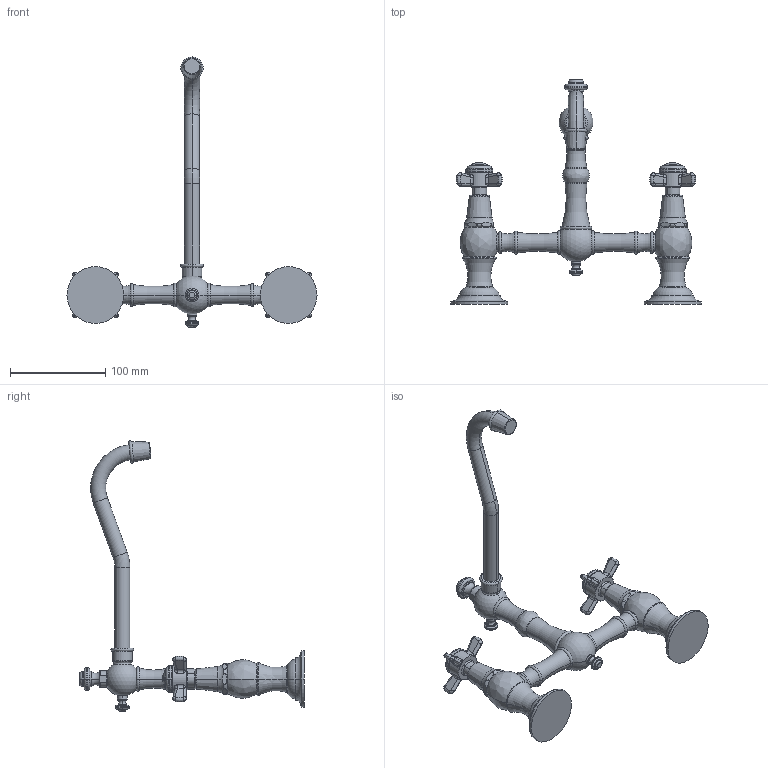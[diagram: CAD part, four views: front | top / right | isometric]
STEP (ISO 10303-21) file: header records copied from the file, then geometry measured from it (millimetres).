
FILE_DESCRIPTION((''),'2;1');
FILE_NAME('945','2021-02-26T12:27:41',('rsmith'),(''),'CREO PARAMETRIC BY PTC INC, 2018400','CREO PARAMETRIC BY PTC INC, 2018400','');
FILE_SCHEMA(('AUTOMOTIVE_DESIGN { 1 0 10303 214 1 1 1 1 }'));
Products named in the file (1): 945
Bounding box: 262.89 x 236.45 x 284.18 mm (x, y, z)
Volume: 437020.4 mm3; surface area: 88515 mm2
Topology: 5 solids, 5 shells, 1137 faces, 2933 edges, 1872 vertices
Faces by surface type: plane 447, cylinder 332, torus 166, bspline 98, sphere 64, extrusion 20, cone 10
Entity records: 65687 total; most frequent: CARTESIAN_POINT 21177, ORIENTED_EDGE 5858, DIRECTION 5714, PRESENTATION_STYLE_ASSIGNMENT 4015, STYLED_ITEM 2934, CURVE_STYLE 2929, EDGE_CURVE 2929, AXIS2_PLACEMENT_3D 2469
